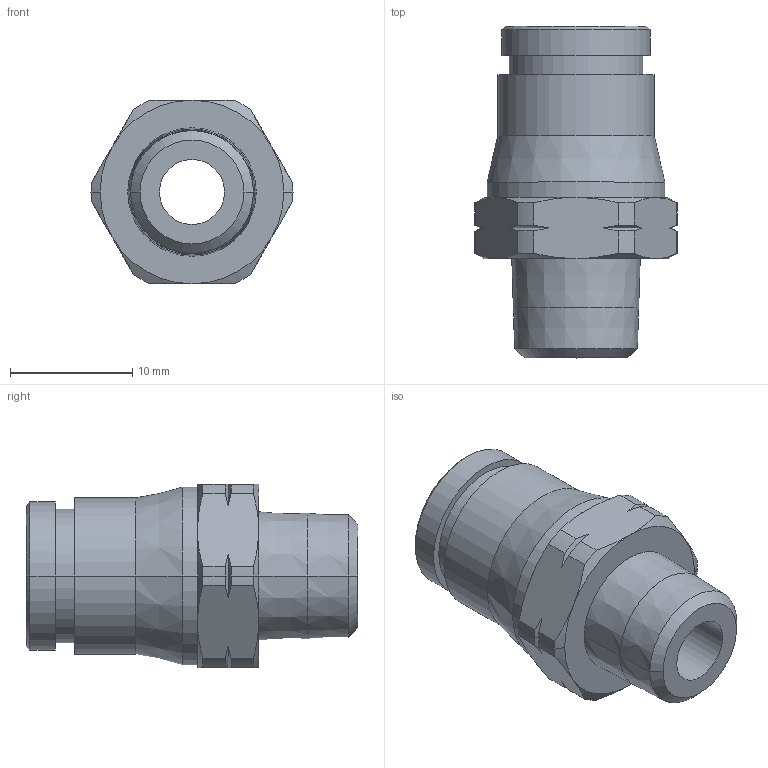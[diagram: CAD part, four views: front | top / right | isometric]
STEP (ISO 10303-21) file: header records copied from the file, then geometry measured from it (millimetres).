
FILE_DESCRIPTION(('STEP AP214'),'1');
FILE_NAME('3805_08_11.stp','2016-07-07T14:26:59',('TraceParts'),('TraceParts S.A.'),'Spatial InterOp 3D',' ',' ');
FILE_SCHEMA(('automotive_design'));
Length unit declared in the file: millimetre
Products named in the file (1): 1
Bounding box: 16.5 x 27.1 x 15 mm (x, y, z)
Volume: 2335.5 mm3; surface area: 2040.9 mm2
Topology: 1 solids, 1 shells, 87 faces, 203 edges, 125 vertices
Faces by surface type: cone 44, cylinder 28, plane 15
Entity records: 2504 total; most frequent: CARTESIAN_POINT 560, DIRECTION 427, ORIENTED_EDGE 406, EDGE_CURVE 203, AXIS2_PLACEMENT_3D 184, VERTEX_POINT 125, EDGE_LOOP 96, CIRCLE 96
